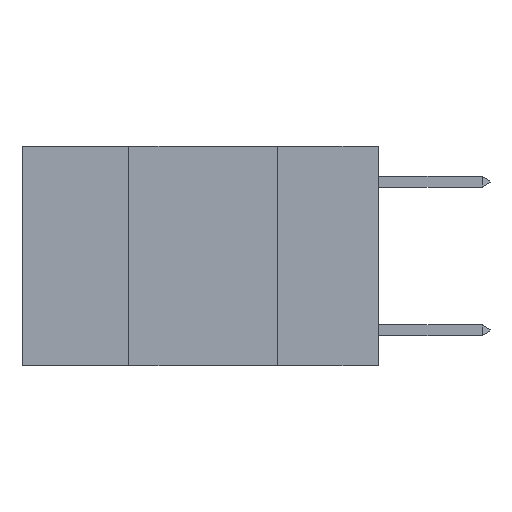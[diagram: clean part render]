
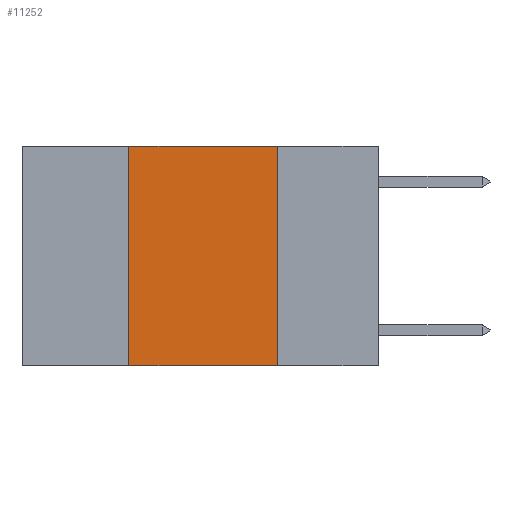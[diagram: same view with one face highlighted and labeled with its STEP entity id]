
A CAD part, left-side view. The second image highlights one B-rep face of the part: STEP entity #11252.
In plain terms, the highlighted planar face has unit normal (-1, 0, 0).
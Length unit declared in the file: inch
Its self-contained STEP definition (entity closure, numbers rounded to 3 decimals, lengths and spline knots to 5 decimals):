
#216 = DIRECTION ( 'NONE',  ( 0., -1., 0. ) ) ;
#363 = VERTEX_POINT ( 'NONE', #1903 ) ;
#434 = EDGE_CURVE ( 'NONE', #12537, #11034, #7315, .T. ) ;
#1325 = ORIENTED_EDGE ( 'NONE', *, *, #6943, .F. ) ;
#1688 = CARTESIAN_POINT ( 'NONE',  ( 0., 0.6, 0. ) ) ;
#1694 = EDGE_LOOP ( 'NONE', ( #1325, #12193, #7123, #2296 ) ) ;
#1844 = VECTOR ( 'NONE', #216, 39.37008 ) ;
#1903 = CARTESIAN_POINT ( 'NONE',  ( 0., 0.17, -0.37 ) ) ;
#2296 = ORIENTED_EDGE ( 'NONE', *, *, #4201, .T. ) ;
#2819 = EDGE_CURVE ( 'NONE', #6050, #12537, #4837, .T. ) ;
#3554 = CARTESIAN_POINT ( 'NONE',  ( 0., 0.6, 0. ) ) ;
#3996 = CARTESIAN_POINT ( 'NONE',  ( 0., 0.6, -0.37 ) ) ;
#4201 = EDGE_CURVE ( 'NONE', #6050, #363, #8466, .T. ) ;
#4312 = DIRECTION ( 'NONE',  ( 0., 0., 1. ) ) ;
#4837 = LINE ( 'NONE', #6059, #10266 ) ;
#4876 = VECTOR ( 'NONE', #11210, 39.37008 ) ;
#5596 = DIRECTION ( 'NONE',  ( 0., 0., -1. ) ) ;
#5732 = VECTOR ( 'NONE', #11180, 39.37008 ) ;
#6050 = VERTEX_POINT ( 'NONE', #10877 ) ;
#6059 = CARTESIAN_POINT ( 'NONE',  ( 0., 0.42, 0. ) ) ;
#6262 = CARTESIAN_POINT ( 'NONE',  ( 0., 0.17, 0. ) ) ;
#6943 = EDGE_CURVE ( 'NONE', #11034, #363, #7620, .T. ) ;
#7123 = ORIENTED_EDGE ( 'NONE', *, *, #2819, .F. ) ;
#7258 = AXIS2_PLACEMENT_3D ( 'NONE', #3554, #11707, #5596 ) ;
#7315 = LINE ( 'NONE', #1688, #1844 ) ;
#7620 = LINE ( 'NONE', #9190, #4876 ) ;
#7736 = FACE_OUTER_BOUND ( 'NONE', #1694, .T. ) ;
#8466 = LINE ( 'NONE', #3996, #5732 ) ;
#9190 = CARTESIAN_POINT ( 'NONE',  ( 0., 0.17, 0. ) ) ;
#10266 = VECTOR ( 'NONE', #4312, 39.37008 ) ;
#10699 = PLANE ( 'NONE',  #7258 ) ;
#10877 = CARTESIAN_POINT ( 'NONE',  ( 0., 0.42, -0.37 ) ) ;
#11034 = VERTEX_POINT ( 'NONE', #6262 ) ;
#11180 = DIRECTION ( 'NONE',  ( 0., -1., 0. ) ) ;
#11210 = DIRECTION ( 'NONE',  ( 0., 0., -1. ) ) ;
#11252 = ADVANCED_FACE ( 'NONE', ( #7736 ), #10699, .F. ) ;
#11707 = DIRECTION ( 'NONE',  ( 1., 0., 0. ) ) ;
#11943 = CARTESIAN_POINT ( 'NONE',  ( 0., 0.42, 0. ) ) ;
#12193 = ORIENTED_EDGE ( 'NONE', *, *, #434, .F. ) ;
#12537 = VERTEX_POINT ( 'NONE', #11943 ) ;
